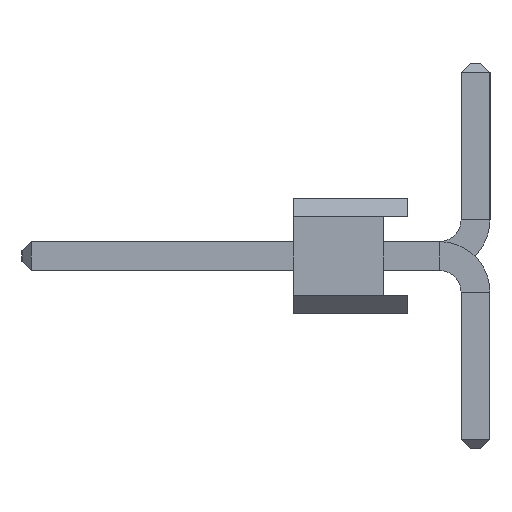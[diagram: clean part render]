
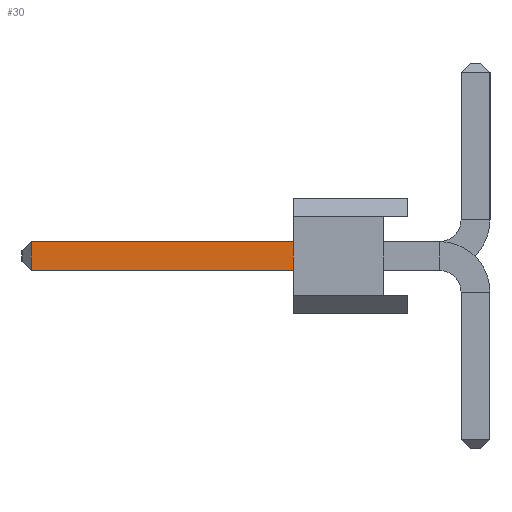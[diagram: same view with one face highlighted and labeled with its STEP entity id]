
A CAD part, left-side view. The second image highlights one B-rep face of the part: STEP entity #30.
In plain terms, the highlighted planar face has unit normal (-1, 0, 0).
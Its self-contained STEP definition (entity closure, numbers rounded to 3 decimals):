
#14 = LINE ( 'NONE', #623, #1870 ) ;
#30 = ADVANCED_FACE ( 'NONE', ( #1729 ), #1064, .T. ) ;
#32 = LINE ( 'NONE', #786, #529 ) ;
#164 = CARTESIAN_POINT ( 'NONE',  ( -0.32, -0.7, -0.32 ) ) ;
#179 = DIRECTION ( 'NONE',  ( 0., 0., -1. ) ) ;
#235 = DIRECTION ( 'NONE',  ( 0., 0., 1. ) ) ;
#299 = ORIENTED_EDGE ( 'NONE', *, *, #812, .F. ) ;
#336 = EDGE_LOOP ( 'NONE', ( #551, #1517, #425, #299 ) ) ;
#393 = VERTEX_POINT ( 'NONE', #1434 ) ;
#396 = VERTEX_POINT ( 'NONE', #1743 ) ;
#425 = ORIENTED_EDGE ( 'NONE', *, *, #2004, .F. ) ;
#529 = VECTOR ( 'NONE', #946, 1000. ) ;
#551 = ORIENTED_EDGE ( 'NONE', *, *, #1505, .T. ) ;
#623 = CARTESIAN_POINT ( 'NONE',  ( -0.32, -0.7, -0.32 ) ) ;
#657 = VECTOR ( 'NONE', #1119, 1000. ) ;
#786 = CARTESIAN_POINT ( 'NONE',  ( -0.32, 8.34, -0.32 ) ) ;
#812 = EDGE_CURVE ( 'NONE', #393, #396, #947, .T. ) ;
#860 = EDGE_CURVE ( 'NONE', #1977, #1529, #32, .T. ) ;
#946 = DIRECTION ( 'NONE',  ( 0., 0., -1. ) ) ;
#947 = LINE ( 'NONE', #978, #1054 ) ;
#978 = CARTESIAN_POINT ( 'NONE',  ( -0.32, 2.54, 0. ) ) ;
#1054 = VECTOR ( 'NONE', #179, 1000. ) ;
#1055 = CARTESIAN_POINT ( 'NONE',  ( -0.32, -0.7, 0.32 ) ) ;
#1064 = PLANE ( 'NONE',  #1915 ) ;
#1119 = DIRECTION ( 'NONE',  ( 0., 1., 0. ) ) ;
#1273 = DIRECTION ( 'NONE',  ( 0., 1., 0. ) ) ;
#1434 = CARTESIAN_POINT ( 'NONE',  ( -0.32, 2.54, 0.32 ) ) ;
#1505 = EDGE_CURVE ( 'NONE', #393, #1977, #1574, .T. ) ;
#1517 = ORIENTED_EDGE ( 'NONE', *, *, #860, .T. ) ;
#1529 = VERTEX_POINT ( 'NONE', #1582 ) ;
#1568 = DIRECTION ( 'NONE',  ( -1., 0., 0. ) ) ;
#1571 = CARTESIAN_POINT ( 'NONE',  ( -0.32, 8.34, 0.32 ) ) ;
#1574 = LINE ( 'NONE', #1055, #657 ) ;
#1582 = CARTESIAN_POINT ( 'NONE',  ( -0.32, 8.34, -0.32 ) ) ;
#1729 = FACE_OUTER_BOUND ( 'NONE', #336, .T. ) ;
#1743 = CARTESIAN_POINT ( 'NONE',  ( -0.32, 2.54, -0.32 ) ) ;
#1870 = VECTOR ( 'NONE', #1273, 1000. ) ;
#1915 = AXIS2_PLACEMENT_3D ( 'NONE', #164, #1568, #235 ) ;
#1977 = VERTEX_POINT ( 'NONE', #1571 ) ;
#2004 = EDGE_CURVE ( 'NONE', #396, #1529, #14, .T. ) ;
